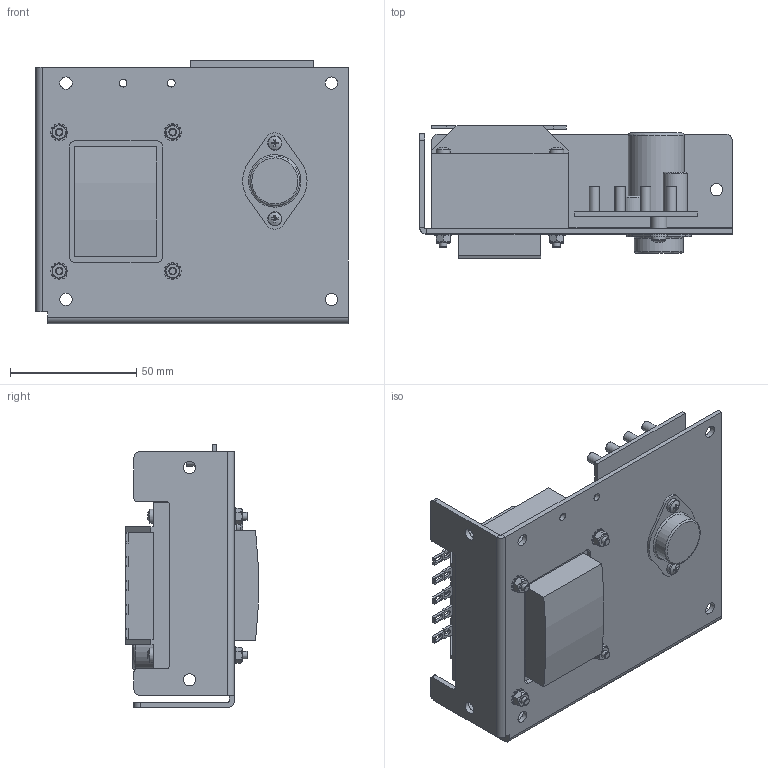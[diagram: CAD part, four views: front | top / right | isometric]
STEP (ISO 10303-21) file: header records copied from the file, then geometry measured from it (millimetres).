
FILE_DESCRIPTION (( 'STEP AP214' ), '1' );
FILE_NAME ('IHB24-1.2.STEP', '2023-04-12T16:52:57', ( '' ), ( '' ), 'SwSTEP 2.0', 'SolidWorks 2021', '' );
FILE_SCHEMA (( 'AUTOMOTIVE_DESIGN' ));
Length unit declared in the file: inch
Products named in the file (1): IHB24-1.2
Bounding box: 123.83 x 52.61 x 104.27 mm (x, y, z)
Volume: 203796.2 mm3; surface area: 70815.9 mm2
Topology: 2 solids, 6 shells, 953 faces, 2402 edges, 1536 vertices
Faces by surface type: plane 634, cylinder 213, bspline 70, cone 32, torus 4
Full cylindrical faces by diameter (mm): 2 x4, 3 x10, 3.05 x6, 3.1 x2, 3.3 x8, 3.5 x2, 4 x4, 4.85 x8, 5.6 x6, 6.35 x2, 9.589 x2, 19.5 x1, 22.3 x1
Entity records: 32012 total; most frequent: CARTESIAN_POINT 9631, ORIENTED_EDGE 4632, DIRECTION 4371, EDGE_CURVE 2316, VERTEX_POINT 1525, VECTOR 1499, LINE 1499, AXIS2_PLACEMENT_3D 1436
